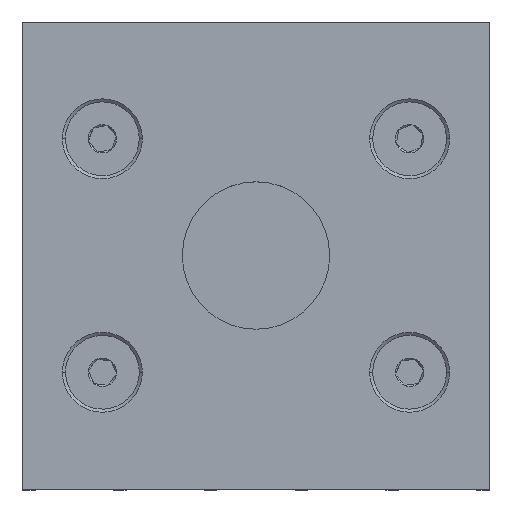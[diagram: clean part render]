
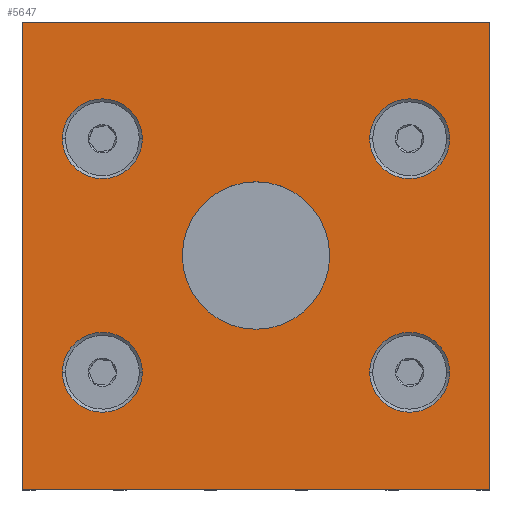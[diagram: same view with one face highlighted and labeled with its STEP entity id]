
A CAD part, top view. The second image highlights one B-rep face of the part: STEP entity #5647.
In plain terms, the highlighted planar face has unit normal (0, 0, 1).
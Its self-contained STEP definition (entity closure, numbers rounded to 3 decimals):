
#15 = LINE ( 'NONE', #1470, #2440 ) ;
#80 = AXIS2_PLACEMENT_3D ( 'NONE', #4831, #2653, #1495 ) ;
#84 = CARTESIAN_POINT ( 'NONE',  ( -5.05, 3.587, 67.5 ) ) ;
#91 = DIRECTION ( 'NONE',  ( 0., 0., 1. ) ) ;
#194 = EDGE_CURVE ( 'NONE', #4026, #666, #6359, .T. ) ;
#325 = CARTESIAN_POINT ( 'NONE',  ( -24.05, 22.587, 67.5 ) ) ;
#337 = DIRECTION ( 'NONE',  ( 1., 0., 0. ) ) ;
#390 = CARTESIAN_POINT ( 'NONE',  ( -17.55, -5.913, 67.5 ) ) ;
#404 = FACE_BOUND ( 'NONE', #5495, .T. ) ;
#412 = DIRECTION ( 'NONE',  ( 0., 0., 1. ) ) ;
#427 = EDGE_CURVE ( 'NONE', #869, #6657, #841, .T. ) ;
#496 = CARTESIAN_POINT ( 'NONE',  ( -24.05, 22.587, 67.5 ) ) ;
#553 = AXIS2_PLACEMENT_3D ( 'NONE', #3693, #5407, #889 ) ;
#560 = CIRCLE ( 'NONE', #6786, 3.25 ) ;
#561 = EDGE_CURVE ( 'NONE', #2677, #948, #6774, .T. ) ;
#605 = CARTESIAN_POINT ( 'NONE',  ( -20.8, 13.087, 67.5 ) ) ;
#611 = DIRECTION ( 'NONE',  ( 0., 0., 1. ) ) ;
#658 = EDGE_LOOP ( 'NONE', ( #5674, #1091 ) ) ;
#666 = VERTEX_POINT ( 'NONE', #4063 ) ;
#841 = CIRCLE ( 'NONE', #905, 3.25 ) ;
#869 = VERTEX_POINT ( 'NONE', #7001 ) ;
#889 = DIRECTION ( 'NONE',  ( 1., 0., 0. ) ) ;
#895 = ORIENTED_EDGE ( 'NONE', *, *, #3569, .F. ) ;
#905 = AXIS2_PLACEMENT_3D ( 'NONE', #5070, #91, #1140 ) ;
#941 = CIRCLE ( 'NONE', #4951, 3.25 ) ;
#948 = VERTEX_POINT ( 'NONE', #2563 ) ;
#952 = DIRECTION ( 'NONE',  ( 0., 0., 1. ) ) ;
#998 = FACE_BOUND ( 'NONE', #5452, .T. ) ;
#1019 = LINE ( 'NONE', #325, #1099 ) ;
#1030 = AXIS2_PLACEMENT_3D ( 'NONE', #3416, #2931, #4044 ) ;
#1052 = DIRECTION ( 'NONE',  ( 1., 0., 0. ) ) ;
#1067 = ORIENTED_EDGE ( 'NONE', *, *, #2583, .T. ) ;
#1091 = ORIENTED_EDGE ( 'NONE', *, *, #6163, .F. ) ;
#1099 = VECTOR ( 'NONE', #3162, 1000. ) ;
#1140 = DIRECTION ( 'NONE',  ( 1., 0., 0. ) ) ;
#1163 = FACE_BOUND ( 'NONE', #658, .T. ) ;
#1180 = EDGE_LOOP ( 'NONE', ( #1916, #3592 ) ) ;
#1261 = VECTOR ( 'NONE', #1607, 1000. ) ;
#1383 = CARTESIAN_POINT ( 'NONE',  ( -14.3, -5.913, 67.5 ) ) ;
#1419 = DIRECTION ( 'NONE',  ( 1., 0., 0. ) ) ;
#1470 = CARTESIAN_POINT ( 'NONE',  ( -24.05, -15.413, 67.5 ) ) ;
#1495 = DIRECTION ( 'NONE',  ( 1., 0., 0. ) ) ;
#1583 = DIRECTION ( 'NONE',  ( 1., 0., 0. ) ) ;
#1607 = DIRECTION ( 'NONE',  ( 0., -1., 0. ) ) ;
#1655 = VERTEX_POINT ( 'NONE', #3001 ) ;
#1861 = CIRCLE ( 'NONE', #4993, 3.25 ) ;
#1916 = ORIENTED_EDGE ( 'NONE', *, *, #194, .F. ) ;
#2066 = PLANE ( 'NONE',  #553 ) ;
#2106 = CIRCLE ( 'NONE', #1030, 3.25 ) ;
#2142 = EDGE_CURVE ( 'NONE', #4537, #3307, #2106, .T. ) ;
#2180 = CARTESIAN_POINT ( 'NONE',  ( 4.2, -5.913, 67.5 ) ) ;
#2186 = CARTESIAN_POINT ( 'NONE',  ( -24.05, -15.413, 67.5 ) ) ;
#2239 = DIRECTION ( 'NONE',  ( 1., 0., 0. ) ) ;
#2265 = CARTESIAN_POINT ( 'NONE',  ( 13.95, 22.587, 67.5 ) ) ;
#2281 = CARTESIAN_POINT ( 'NONE',  ( 7.45, 13.087, 67.5 ) ) ;
#2313 = DIRECTION ( 'NONE',  ( 0., 0., 1. ) ) ;
#2362 = EDGE_LOOP ( 'NONE', ( #1067, #6467, #3236, #3811 ) ) ;
#2440 = VECTOR ( 'NONE', #337, 1000. ) ;
#2531 = CARTESIAN_POINT ( 'NONE',  ( 10.7, 13.087, 67.5 ) ) ;
#2563 = CARTESIAN_POINT ( 'NONE',  ( 13.95, 22.587, 67.5 ) ) ;
#2583 = EDGE_CURVE ( 'NONE', #3772, #5898, #3669, .T. ) ;
#2594 = EDGE_CURVE ( 'NONE', #6114, #1655, #4695, .T. ) ;
#2653 = DIRECTION ( 'NONE',  ( 0., 0., 1. ) ) ;
#2677 = VERTEX_POINT ( 'NONE', #4460 ) ;
#2679 = EDGE_CURVE ( 'NONE', #666, #4026, #560, .T. ) ;
#2686 = VECTOR ( 'NONE', #6684, 1000. ) ;
#2726 = EDGE_CURVE ( 'NONE', #5884, #6720, #6305, .T. ) ;
#2763 = FACE_BOUND ( 'NONE', #4917, .T. ) ;
#2931 = DIRECTION ( 'NONE',  ( 0., 0., 1. ) ) ;
#3001 = CARTESIAN_POINT ( 'NONE',  ( 0.95, 3.587, 67.5 ) ) ;
#3032 = DIRECTION ( 'NONE',  ( 1., 0., 0. ) ) ;
#3104 = ORIENTED_EDGE ( 'NONE', *, *, #7107, .F. ) ;
#3162 = DIRECTION ( 'NONE',  ( -1., 0., 0. ) ) ;
#3236 = ORIENTED_EDGE ( 'NONE', *, *, #561, .T. ) ;
#3292 = CARTESIAN_POINT ( 'NONE',  ( -14.3, 13.087, 67.5 ) ) ;
#3307 = VERTEX_POINT ( 'NONE', #6620 ) ;
#3314 = AXIS2_PLACEMENT_3D ( 'NONE', #5474, #412, #1583 ) ;
#3416 = CARTESIAN_POINT ( 'NONE',  ( -17.55, -5.913, 67.5 ) ) ;
#3444 = AXIS2_PLACEMENT_3D ( 'NONE', #5376, #952, #1419 ) ;
#3448 = CARTESIAN_POINT ( 'NONE',  ( -17.55, 13.087, 67.5 ) ) ;
#3569 = EDGE_CURVE ( 'NONE', #6720, #5884, #5622, .T. ) ;
#3592 = ORIENTED_EDGE ( 'NONE', *, *, #2679, .F. ) ;
#3669 = LINE ( 'NONE', #496, #1261 ) ;
#3693 = CARTESIAN_POINT ( 'NONE',  ( -24.05, -15.413, 67.5 ) ) ;
#3772 = VERTEX_POINT ( 'NONE', #6160 ) ;
#3811 = ORIENTED_EDGE ( 'NONE', *, *, #4090, .T. ) ;
#4026 = VERTEX_POINT ( 'NONE', #2531 ) ;
#4044 = DIRECTION ( 'NONE',  ( 1., 0., 0. ) ) ;
#4063 = CARTESIAN_POINT ( 'NONE',  ( 4.2, 13.087, 67.5 ) ) ;
#4090 = EDGE_CURVE ( 'NONE', #948, #3772, #1019, .T. ) ;
#4427 = FACE_BOUND ( 'NONE', #1180, .T. ) ;
#4460 = CARTESIAN_POINT ( 'NONE',  ( 13.95, -15.413, 67.5 ) ) ;
#4537 = VERTEX_POINT ( 'NONE', #1383 ) ;
#4695 = CIRCLE ( 'NONE', #7215, 6. ) ;
#4831 = CARTESIAN_POINT ( 'NONE',  ( 7.45, 13.087, 67.5 ) ) ;
#4917 = EDGE_LOOP ( 'NONE', ( #5980, #5634 ) ) ;
#4951 = AXIS2_PLACEMENT_3D ( 'NONE', #6659, #4979, #1052 ) ;
#4979 = DIRECTION ( 'NONE',  ( 0., 0., 1. ) ) ;
#4993 = AXIS2_PLACEMENT_3D ( 'NONE', #390, #7071, #3032 ) ;
#5014 = FACE_OUTER_BOUND ( 'NONE', #2362, .T. ) ;
#5043 = DIRECTION ( 'NONE',  ( 1., 0., 0. ) ) ;
#5070 = CARTESIAN_POINT ( 'NONE',  ( 7.45, -5.913, 67.5 ) ) ;
#5084 = DIRECTION ( 'NONE',  ( 1., 0., 0. ) ) ;
#5275 = ORIENTED_EDGE ( 'NONE', *, *, #427, .F. ) ;
#5295 = AXIS2_PLACEMENT_3D ( 'NONE', #3448, #611, #5084 ) ;
#5376 = CARTESIAN_POINT ( 'NONE',  ( -17.55, 13.087, 67.5 ) ) ;
#5407 = DIRECTION ( 'NONE',  ( 0., 0., 1. ) ) ;
#5452 = EDGE_LOOP ( 'NONE', ( #895, #6984 ) ) ;
#5474 = CARTESIAN_POINT ( 'NONE',  ( -5.05, 3.587, 67.5 ) ) ;
#5495 = EDGE_LOOP ( 'NONE', ( #5275, #3104 ) ) ;
#5622 = CIRCLE ( 'NONE', #3444, 3.25 ) ;
#5634 = ORIENTED_EDGE ( 'NONE', *, *, #2594, .F. ) ;
#5647 = ADVANCED_FACE ( 'NONE', ( #998, #4427, #404, #1163, #2763, #5014 ), #2066, .T. ) ;
#5674 = ORIENTED_EDGE ( 'NONE', *, *, #2142, .F. ) ;
#5884 = VERTEX_POINT ( 'NONE', #605 ) ;
#5898 = VERTEX_POINT ( 'NONE', #2186 ) ;
#5980 = ORIENTED_EDGE ( 'NONE', *, *, #6998, .F. ) ;
#6114 = VERTEX_POINT ( 'NONE', #6327 ) ;
#6156 = DIRECTION ( 'NONE',  ( 0., 0., 1. ) ) ;
#6160 = CARTESIAN_POINT ( 'NONE',  ( -24.05, 22.587, 67.5 ) ) ;
#6163 = EDGE_CURVE ( 'NONE', #3307, #4537, #1861, .T. ) ;
#6305 = CIRCLE ( 'NONE', #5295, 3.25 ) ;
#6327 = CARTESIAN_POINT ( 'NONE',  ( -11.05, 3.587, 67.5 ) ) ;
#6359 = CIRCLE ( 'NONE', #80, 3.25 ) ;
#6467 = ORIENTED_EDGE ( 'NONE', *, *, #6927, .T. ) ;
#6620 = CARTESIAN_POINT ( 'NONE',  ( -20.8, -5.913, 67.5 ) ) ;
#6657 = VERTEX_POINT ( 'NONE', #2180 ) ;
#6659 = CARTESIAN_POINT ( 'NONE',  ( 7.45, -5.913, 67.5 ) ) ;
#6684 = DIRECTION ( 'NONE',  ( 0., 1., 0. ) ) ;
#6720 = VERTEX_POINT ( 'NONE', #3292 ) ;
#6774 = LINE ( 'NONE', #2265, #2686 ) ;
#6786 = AXIS2_PLACEMENT_3D ( 'NONE', #2281, #6156, #2239 ) ;
#6805 = CIRCLE ( 'NONE', #3314, 6. ) ;
#6927 = EDGE_CURVE ( 'NONE', #5898, #2677, #15, .T. ) ;
#6984 = ORIENTED_EDGE ( 'NONE', *, *, #2726, .F. ) ;
#6998 = EDGE_CURVE ( 'NONE', #1655, #6114, #6805, .T. ) ;
#7001 = CARTESIAN_POINT ( 'NONE',  ( 10.7, -5.913, 67.5 ) ) ;
#7071 = DIRECTION ( 'NONE',  ( 0., 0., 1. ) ) ;
#7107 = EDGE_CURVE ( 'NONE', #6657, #869, #941, .T. ) ;
#7215 = AXIS2_PLACEMENT_3D ( 'NONE', #84, #2313, #5043 ) ;
